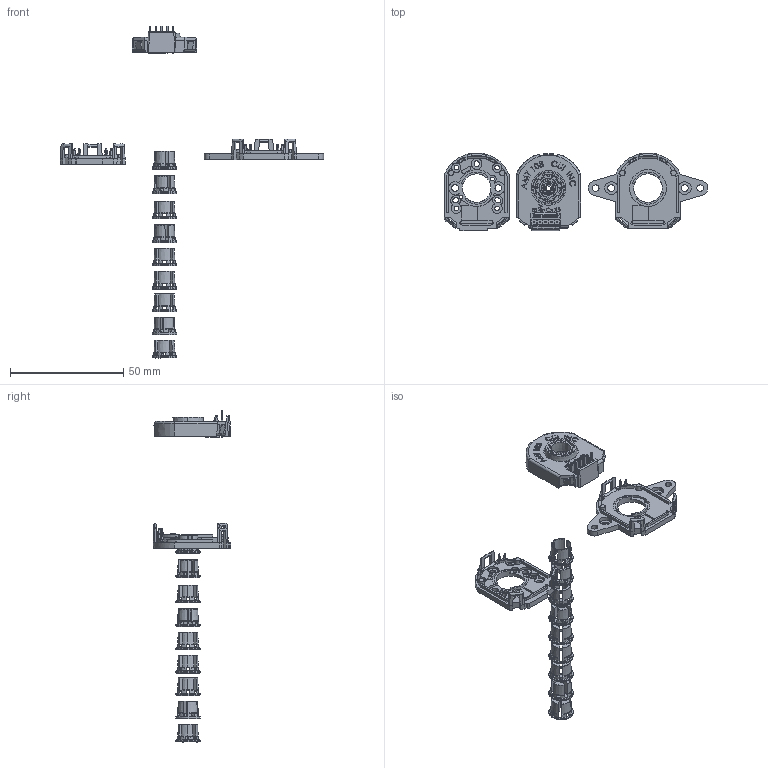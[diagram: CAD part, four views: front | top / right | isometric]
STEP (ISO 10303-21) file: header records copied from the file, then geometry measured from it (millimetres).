
FILE_DESCRIPTION (( 'STEP AP214' ), '1' );
FILE_NAME ('CUI_cui_amt103s from 112s-0048-2000-w 4b r1.STEP', '2020-02-25T16:19:07', ( '' ), ( '' ), 'SwSTEP 2.0', 'SolidWorks 2017', '' );
FILE_SCHEMA (( 'AUTOMOTIVE_DESIGN' ));
Length unit declared in the file: inch
Products named in the file (1): CUI_cui_amt103s from 112s-0048-2000-w 4b r1
Bounding box: 116.15 x 34.21 x 146.4 mm (x, y, z)
Volume: 8313.6 mm3; surface area: 16284.2 mm2
Topology: 32 solids, 32 shells, 5437 faces, 16059 edges, 10647 vertices
Faces by surface type: plane 4139, cone 631, cylinder 483, bspline 180, sphere 4
Entity records: 193759 total; most frequent: CARTESIAN_POINT 47289, ORIENTED_EDGE 32118, DIRECTION 26904, EDGE_CURVE 16059, LINE 12480, VECTOR 12480, VERTEX_POINT 10647, AXIS2_PLACEMENT_3D 7212
